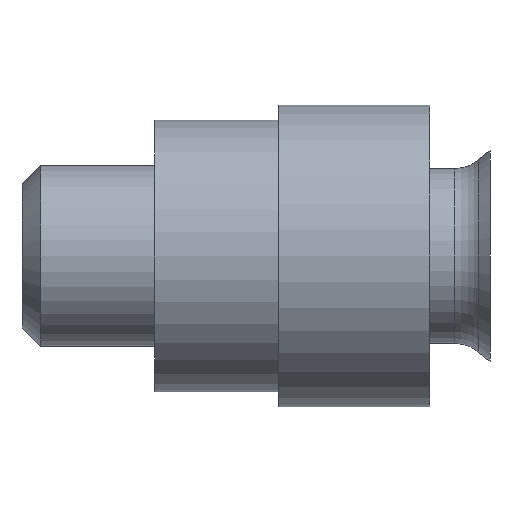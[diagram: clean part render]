
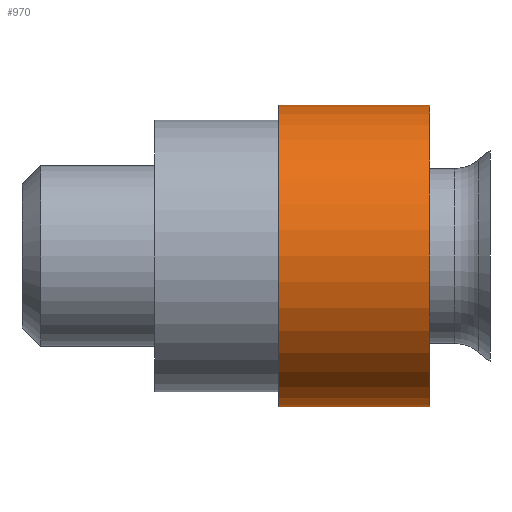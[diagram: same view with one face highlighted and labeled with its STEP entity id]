
A CAD part, left-side view. The second image highlights one B-rep face of the part: STEP entity #970.
In plain terms, the highlighted cylindrical face has radius 5 mm (diameter 10 mm), a partial arc.
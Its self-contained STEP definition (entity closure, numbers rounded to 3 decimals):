
#41=CYLINDRICAL_SURFACE('',#1057,5.);
#65=CIRCLE('',#1019,5.);
#70=CIRCLE('',#1026,5.);
#250=ORIENTED_EDGE('',*,*,#340,.F.);
#251=ORIENTED_EDGE('',*,*,#336,.F.);
#252=ORIENTED_EDGE('',*,*,#331,.T.);
#253=ORIENTED_EDGE('',*,*,#281,.F.);
#281=EDGE_CURVE('',#369,#370,#427,.T.);
#331=EDGE_CURVE('',#401,#370,#65,.T.);
#336=EDGE_CURVE('',#401,#403,#458,.T.);
#340=EDGE_CURVE('',#403,#369,#70,.T.);
#369=VERTEX_POINT('',#1317);
#370=VERTEX_POINT('',#1318);
#401=VERTEX_POINT('',#1413);
#403=VERTEX_POINT('',#1421);
#427=LINE('',#1316,#477);
#458=LINE('',#1420,#508);
#477=VECTOR('',#1093,1000.);
#508=VECTOR('',#1202,1000.);
#560=EDGE_LOOP('',(#250,#251,#252,#253));
#612=FACE_BOUND('',#560,.T.);
#970=ADVANCED_FACE('',(#612),#41,.T.);
#1019=AXIS2_PLACEMENT_3D('',#1412,#1191,#1192);
#1026=AXIS2_PLACEMENT_3D('',#1428,#1209,#1210);
#1057=AXIS2_PLACEMENT_3D('',#1464,#1271,#1272);
#1093=DIRECTION('',(0.,-1.,0.));
#1191=DIRECTION('',(0.,1.,0.));
#1192=DIRECTION('',(0.,0.,1.));
#1202=DIRECTION('',(0.,1.,0.));
#1209=DIRECTION('',(0.,1.,0.));
#1210=DIRECTION('',(0.,0.,1.));
#1271=DIRECTION('',(0.,1.,0.));
#1272=DIRECTION('',(0.,0.,1.));
#1316=CARTESIAN_POINT('',(-10.,7.,5.));
#1317=CARTESIAN_POINT('',(-10.,7.,5.));
#1318=CARTESIAN_POINT('',(-10.,2.,5.));
#1412=CARTESIAN_POINT('',(-10.,2.,0.));
#1413=CARTESIAN_POINT('',(-10.,2.,-5.));
#1420=CARTESIAN_POINT('',(-10.,2.,-5.));
#1421=CARTESIAN_POINT('',(-10.,7.,-5.));
#1428=CARTESIAN_POINT('',(-10.,7.,0.));
#1464=CARTESIAN_POINT('',(-10.,7.,0.));
